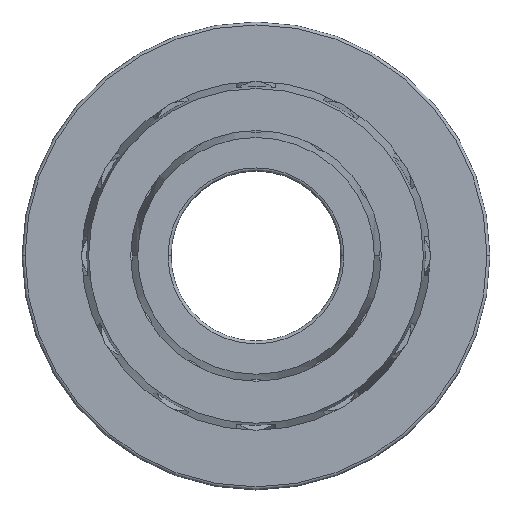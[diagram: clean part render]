
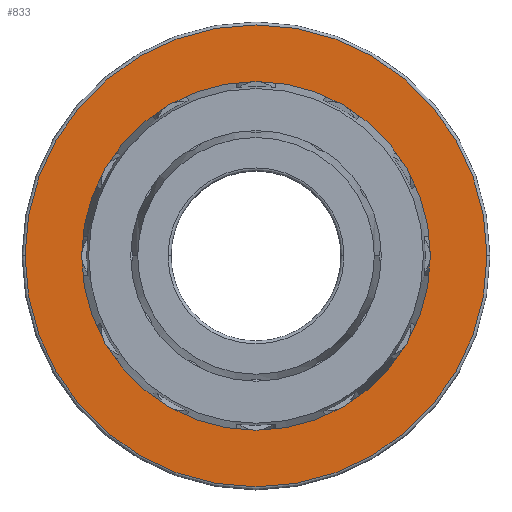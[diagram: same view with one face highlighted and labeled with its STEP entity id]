
A CAD part, top view. The second image highlights one B-rep face of the part: STEP entity #833.
In plain terms, the highlighted planar face has unit normal (0, 0, 1).
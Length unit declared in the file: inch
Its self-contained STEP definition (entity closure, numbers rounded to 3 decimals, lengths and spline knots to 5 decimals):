
#162 = DIRECTION ( 'NONE',  ( -1., 0., 0. ) ) ;
#388 = EDGE_LOOP ( 'NONE', ( #3026, #3076 ) ) ;
#467 = AXIS2_PLACEMENT_3D ( 'NONE', #1056, #941, #3789 ) ;
#649 = CARTESIAN_POINT ( 'NONE',  ( 0.67891, 0., 0.21875 ) ) ;
#714 = VERTEX_POINT ( 'NONE', #3688 ) ;
#833 = ADVANCED_FACE ( 'NONE', ( #2940, #2896 ), #879, .F. ) ;
#843 = DIRECTION ( 'NONE',  ( -1., 0., 0. ) ) ;
#866 = DIRECTION ( 'NONE',  ( 1., 0., 0. ) ) ;
#879 = PLANE ( 'NONE',  #2514 ) ;
#941 = DIRECTION ( 'NONE',  ( 0., 0., 1. ) ) ;
#952 = VERTEX_POINT ( 'NONE', #1644 ) ;
#1056 = CARTESIAN_POINT ( 'NONE',  ( 0., 0., 0.21875 ) ) ;
#1096 = EDGE_CURVE ( 'NONE', #1104, #2599, #2648, .T. ) ;
#1104 = VERTEX_POINT ( 'NONE', #3423 ) ;
#1217 = CARTESIAN_POINT ( 'NONE',  ( 0., 0., 0.21875 ) ) ;
#1644 = CARTESIAN_POINT ( 'NONE',  ( -0.5125, 0., 0.21875 ) ) ;
#1731 = EDGE_CURVE ( 'NONE', #714, #952, #2198, .T. ) ;
#1817 = CIRCLE ( 'NONE', #467, 0.5125 ) ;
#1910 = DIRECTION ( 'NONE',  ( 0., 0., -1. ) ) ;
#1978 = CARTESIAN_POINT ( 'NONE',  ( 0., 0.5125, 0.21875 ) ) ;
#2008 = CIRCLE ( 'NONE', #2652, 0.67891 ) ;
#2198 = CIRCLE ( 'NONE', #2357, 0.5125 ) ;
#2321 = EDGE_CURVE ( 'NONE', #2599, #1104, #2008, .T. ) ;
#2357 = AXIS2_PLACEMENT_3D ( 'NONE', #1217, #2747, #866 ) ;
#2514 = AXIS2_PLACEMENT_3D ( 'NONE', #1978, #1910, #843 ) ;
#2599 = VERTEX_POINT ( 'NONE', #649 ) ;
#2648 = CIRCLE ( 'NONE', #3251, 0.67891 ) ;
#2652 = AXIS2_PLACEMENT_3D ( 'NONE', #2953, #2963, #2967 ) ;
#2747 = DIRECTION ( 'NONE',  ( 0., 0., 1. ) ) ;
#2896 = FACE_BOUND ( 'NONE', #388, .T. ) ;
#2940 = FACE_OUTER_BOUND ( 'NONE', #2956, .T. ) ;
#2953 = CARTESIAN_POINT ( 'NONE',  ( 0., 0., 0.21875 ) ) ;
#2956 = EDGE_LOOP ( 'NONE', ( #3091, #3011 ) ) ;
#2963 = DIRECTION ( 'NONE',  ( 0., 0., 1. ) ) ;
#2967 = DIRECTION ( 'NONE',  ( -1., 0., 0. ) ) ;
#3011 = ORIENTED_EDGE ( 'NONE', *, *, #2321, .T. ) ;
#3026 = ORIENTED_EDGE ( 'NONE', *, *, #3265, .F. ) ;
#3076 = ORIENTED_EDGE ( 'NONE', *, *, #1731, .F. ) ;
#3091 = ORIENTED_EDGE ( 'NONE', *, *, #1096, .T. ) ;
#3251 = AXIS2_PLACEMENT_3D ( 'NONE', #3715, #3714, #162 ) ;
#3265 = EDGE_CURVE ( 'NONE', #952, #714, #1817, .T. ) ;
#3423 = CARTESIAN_POINT ( 'NONE',  ( -0.67891, 0., 0.21875 ) ) ;
#3688 = CARTESIAN_POINT ( 'NONE',  ( 0.5125, 0., 0.21875 ) ) ;
#3714 = DIRECTION ( 'NONE',  ( 0., 0., 1. ) ) ;
#3715 = CARTESIAN_POINT ( 'NONE',  ( 0., 0., 0.21875 ) ) ;
#3789 = DIRECTION ( 'NONE',  ( 1., 0., 0. ) ) ;
